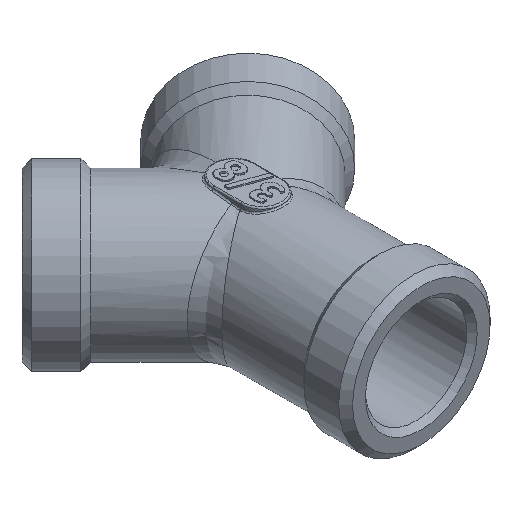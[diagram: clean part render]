
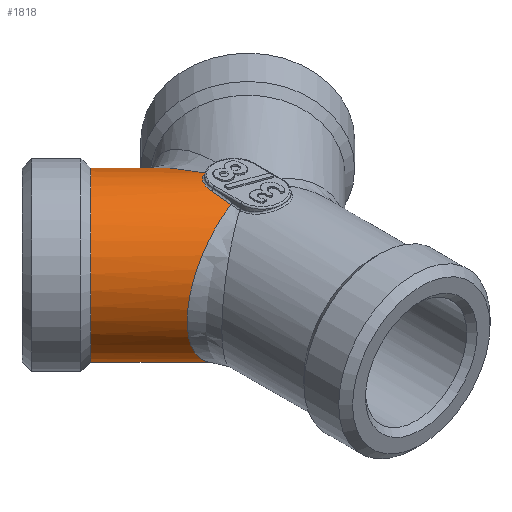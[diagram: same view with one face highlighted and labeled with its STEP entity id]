
A CAD part, isometric view. The second image highlights one B-rep face of the part: STEP entity #1818.
In plain terms, the highlighted cylindrical face has radius 9.9 mm (diameter 19.8 mm), a full revolution.
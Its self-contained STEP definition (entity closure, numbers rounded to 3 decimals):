
#55=CYLINDRICAL_SURFACE('',#1937,9.9);
#112=CIRCLE('',#1938,9.9);
#752=ORIENTED_EDGE('',*,*,#1062,.T.);
#753=ORIENTED_EDGE('',*,*,#1061,.T.);
#754=ORIENTED_EDGE('',*,*,#964,.T.);
#755=ORIENTED_EDGE('',*,*,#971,.T.);
#756=ORIENTED_EDGE('',*,*,#1066,.T.);
#757=ORIENTED_EDGE('',*,*,#1069,.T.);
#758=ORIENTED_EDGE('',*,*,#1025,.T.);
#759=ORIENTED_EDGE('',*,*,#1019,.T.);
#760=ORIENTED_EDGE('',*,*,#1070,.T.);
#964=EDGE_CURVE('',#1181,#1180,#1336,.T.);
#971=EDGE_CURVE('',#1180,#1186,#1339,.T.);
#1019=EDGE_CURVE('',#1211,#1214,#1354,.T.);
#1025=EDGE_CURVE('',#1218,#1211,#1359,.T.);
#1061=EDGE_CURVE('',#1238,#1181,#1373,.T.);
#1062=EDGE_CURVE('',#1214,#1238,#1374,.T.);
#1066=EDGE_CURVE('',#1186,#1240,#1378,.T.);
#1069=EDGE_CURVE('',#1240,#1218,#1381,.T.);
#1070=EDGE_CURVE('',#1242,#1242,#112,.T.);
#1180=VERTEX_POINT('',#4100);
#1181=VERTEX_POINT('',#4105);
#1186=VERTEX_POINT('',#4162);
#1211=VERTEX_POINT('',#4485);
#1214=VERTEX_POINT('',#4493);
#1218=VERTEX_POINT('',#4565);
#1238=VERTEX_POINT('',#4950);
#1240=VERTEX_POINT('',#5208);
#1242=VERTEX_POINT('',#5276);
#1336=B_SPLINE_CURVE_WITH_KNOTS('',3,(#4101,#4102,#4103,#4104),
 .UNSPECIFIED.,.F.,.F.,(4,4),(0.,1.),.UNSPECIFIED.);
#1339=B_SPLINE_CURVE_WITH_KNOTS('',3,(#4163,#4164,#4165,#4166,#4167),
 .UNSPECIFIED.,.F.,.F.,(4,1,4),(0.,0.5,1.),.UNSPECIFIED.);
#1354=B_SPLINE_CURVE_WITH_KNOTS('',3,(#4494,#4495,#4496,#4497),
 .UNSPECIFIED.,.F.,.F.,(4,4),(0.,1.),.UNSPECIFIED.);
#1359=B_SPLINE_CURVE_WITH_KNOTS('',3,(#4560,#4561,#4562,#4563,#4564),
 .UNSPECIFIED.,.F.,.F.,(4,1,4),(0.,0.5,1.),.UNSPECIFIED.);
#1373=B_SPLINE_CURVE_WITH_KNOTS('',3,(#4933,#4934,#4935,#4936,#4937,#4938,
#4939,#4940,#4941,#4942,#4943,#4944,#4945,#4946,#4947,#4948,#4949),
 .UNSPECIFIED.,.F.,.F.,(4,1,1,1,1,1,1,1,1,1,1,1,1,1,4),(0.,0.125,0.25,0.375,
0.438,0.5,0.563,0.625,0.688,0.719,0.75,0.781,0.813,0.875,1.),
 .UNSPECIFIED.);
#1374=B_SPLINE_CURVE_WITH_KNOTS('',3,(#4951,#4952,#4953,#4954,#4955,#4956,
#4957,#4958,#4959,#4960,#4961,#4962,#4963,#4964,#4965,#4966,#4967),
 .UNSPECIFIED.,.F.,.F.,(4,1,1,1,1,1,1,1,1,1,1,1,1,1,4),(0.,0.125,0.188,
0.219,0.25,0.281,0.313,0.375,0.438,0.5,0.563,0.625,0.75,0.875,1.),
 .UNSPECIFIED.);
#1378=B_SPLINE_CURVE_WITH_KNOTS('',3,(#5188,#5189,#5190,#5191,#5192,#5193,
#5194,#5195,#5196,#5197,#5198,#5199,#5200,#5201,#5202,#5203,#5204,#5205,
#5206,#5207),.UNSPECIFIED.,.F.,.F.,(4,1,1,1,1,1,1,1,1,1,1,1,1,1,1,1,1,4),
(0.,0.063,0.094,0.125,0.156,0.188,0.219,0.25,0.281,0.313,0.375,
0.438,0.5,0.563,0.625,0.75,0.875,1.),.UNSPECIFIED.);
#1381=B_SPLINE_CURVE_WITH_KNOTS('',3,(#5250,#5251,#5252,#5253,#5254,#5255,
#5256,#5257,#5258,#5259,#5260,#5261,#5262,#5263,#5264,#5265,#5266,#5267,
#5268,#5269),.UNSPECIFIED.,.F.,.F.,(4,1,1,1,1,1,1,1,1,1,1,1,1,1,1,1,1,4),
(0.,0.125,0.25,0.375,0.438,0.5,0.563,0.625,0.688,0.719,0.75,0.781,
0.813,0.844,0.875,0.906,0.938,1.),.UNSPECIFIED.);
#1488=EDGE_LOOP('',(#752,#753,#754,#755,#756,#757,#758,#759));
#1489=EDGE_LOOP('',(#760));
#1630=FACE_BOUND('',#1488,.T.);
#1631=FACE_BOUND('',#1489,.T.);
#1818=ADVANCED_FACE('',(#1630,#1631),#55,.T.);
#1937=AXIS2_PLACEMENT_3D('',#5274,#2217,#2218);
#1938=AXIS2_PLACEMENT_3D('',#5275,#2219,#2220);
#2217=DIRECTION('',(0.707,-0.707,0.));
#2218=DIRECTION('',(0.707,0.707,0.));
#2219=DIRECTION('',(0.707,-0.707,0.));
#2220=DIRECTION('',(0.707,0.707,0.));
#4100=CARTESIAN_POINT('',(-3.188,2.012,9.865));
#4101=CARTESIAN_POINT('',(-3.161,-0.733,9.509));
#4102=CARTESIAN_POINT('',(-3.168,0.003,9.659));
#4103=CARTESIAN_POINT('',(-3.177,0.918,9.8));
#4104=CARTESIAN_POINT('',(-3.188,2.012,9.865));
#4105=CARTESIAN_POINT('',(-3.161,-0.733,9.509));
#4162=CARTESIAN_POINT('',(-1.01,5.009,9.488));
#4163=CARTESIAN_POINT('',(-3.188,2.012,9.865));
#4164=CARTESIAN_POINT('',(-3.195,2.688,9.905));
#4165=CARTESIAN_POINT('',(-2.76,4.021,9.932));
#4166=CARTESIAN_POINT('',(-1.64,4.815,9.661));
#4167=CARTESIAN_POINT('',(-1.01,5.009,9.488));
#4485=CARTESIAN_POINT('',(-3.188,2.012,-9.865));
#4493=CARTESIAN_POINT('',(-3.161,-0.733,-9.509));
#4494=CARTESIAN_POINT('',(-3.188,2.012,-9.865));
#4495=CARTESIAN_POINT('',(-3.177,0.918,-9.8));
#4496=CARTESIAN_POINT('',(-3.168,0.003,-9.659));
#4497=CARTESIAN_POINT('',(-3.161,-0.733,-9.509));
#4560=CARTESIAN_POINT('',(-1.01,5.009,-9.488));
#4561=CARTESIAN_POINT('',(-1.638,4.815,-9.661));
#4562=CARTESIAN_POINT('',(-2.755,4.027,-9.931));
#4563=CARTESIAN_POINT('',(-3.195,2.691,-9.905));
#4564=CARTESIAN_POINT('',(-3.188,2.012,-9.865));
#4565=CARTESIAN_POINT('',(-1.01,5.009,-9.488));
#4933=CARTESIAN_POINT('',(-11.364,-2.636,0.));
#4934=CARTESIAN_POINT('',(-11.364,-2.636,0.513));
#4935=CARTESIAN_POINT('',(-11.271,-2.615,1.547));
#4936=CARTESIAN_POINT('',(-10.861,-2.519,3.055));
#4937=CARTESIAN_POINT('',(-10.264,-2.381,4.31));
#4938=CARTESIAN_POINT('',(-9.645,-2.237,5.259));
#4939=CARTESIAN_POINT('',(-9.083,-2.107,5.968));
#4940=CARTESIAN_POINT('',(-8.532,-1.979,6.554));
#4941=CARTESIAN_POINT('',(-7.888,-1.83,7.143));
#4942=CARTESIAN_POINT('',(-7.289,-1.691,7.604));
#4943=CARTESIAN_POINT('',(-6.786,-1.574,7.945));
#4944=CARTESIAN_POINT('',(-6.353,-1.474,8.212));
#4945=CARTESIAN_POINT('',(-6.047,-1.403,8.384));
#4946=CARTESIAN_POINT('',(-5.563,-1.291,8.639));
#4947=CARTESIAN_POINT('',(-4.676,-1.085,9.048));
#4948=CARTESIAN_POINT('',(-3.795,-0.88,9.349));
#4949=CARTESIAN_POINT('',(-3.161,-0.733,9.509));
#4950=CARTESIAN_POINT('',(-11.364,-2.636,0.));
#4951=CARTESIAN_POINT('',(-3.161,-0.733,-9.509));
#4952=CARTESIAN_POINT('',(-3.795,-0.88,-9.349));
#4953=CARTESIAN_POINT('',(-4.676,-1.085,-9.048));
#4954=CARTESIAN_POINT('',(-5.563,-1.291,-8.639));
#4955=CARTESIAN_POINT('',(-6.047,-1.403,-8.384));
#4956=CARTESIAN_POINT('',(-6.353,-1.474,-8.212));
#4957=CARTESIAN_POINT('',(-6.786,-1.574,-7.945));
#4958=CARTESIAN_POINT('',(-7.289,-1.691,-7.604));
#4959=CARTESIAN_POINT('',(-7.888,-1.83,-7.143));
#4960=CARTESIAN_POINT('',(-8.532,-1.979,-6.554));
#4961=CARTESIAN_POINT('',(-9.083,-2.107,-5.968));
#4962=CARTESIAN_POINT('',(-9.645,-2.237,-5.259));
#4963=CARTESIAN_POINT('',(-10.264,-2.381,-4.31));
#4964=CARTESIAN_POINT('',(-10.861,-2.519,-3.055));
#4965=CARTESIAN_POINT('',(-11.271,-2.615,-1.547));
#4966=CARTESIAN_POINT('',(-11.364,-2.636,-0.513));
#4967=CARTESIAN_POINT('',(-11.364,-2.636,0.));
#5188=CARTESIAN_POINT('',(-1.01,5.009,9.488));
#5189=CARTESIAN_POINT('',(-1.102,5.466,9.411));
#5190=CARTESIAN_POINT('',(-1.233,6.117,9.284));
#5191=CARTESIAN_POINT('',(-1.4,6.942,9.093));
#5192=CARTESIAN_POINT('',(-1.51,7.488,8.955));
#5193=CARTESIAN_POINT('',(-1.647,8.167,8.764));
#5194=CARTESIAN_POINT('',(-1.769,8.774,8.575));
#5195=CARTESIAN_POINT('',(-1.889,9.372,8.37));
#5196=CARTESIAN_POINT('',(-1.998,9.911,8.171));
#5197=CARTESIAN_POINT('',(-2.123,10.529,7.921));
#5198=CARTESIAN_POINT('',(-2.275,11.282,7.587));
#5199=CARTESIAN_POINT('',(-2.447,12.138,7.161));
#5200=CARTESIAN_POINT('',(-2.658,13.185,6.545));
#5201=CARTESIAN_POINT('',(-2.836,14.067,5.93));
#5202=CARTESIAN_POINT('',(-3.005,14.907,5.235));
#5203=CARTESIAN_POINT('',(-3.195,15.845,4.302));
#5204=CARTESIAN_POINT('',(-3.382,16.773,3.032));
#5205=CARTESIAN_POINT('',(-3.506,17.392,1.54));
#5206=CARTESIAN_POINT('',(-3.536,17.536,0.51));
#5207=CARTESIAN_POINT('',(-3.536,17.536,0.));
#5208=CARTESIAN_POINT('',(-3.536,17.536,0.));
#5250=CARTESIAN_POINT('',(-3.536,17.536,0.));
#5251=CARTESIAN_POINT('',(-3.536,17.536,-0.51));
#5252=CARTESIAN_POINT('',(-3.506,17.392,-1.54));
#5253=CARTESIAN_POINT('',(-3.382,16.773,-3.032));
#5254=CARTESIAN_POINT('',(-3.195,15.845,-4.302));
#5255=CARTESIAN_POINT('',(-3.006,14.907,-5.235));
#5256=CARTESIAN_POINT('',(-2.836,14.067,-5.93));
#5257=CARTESIAN_POINT('',(-2.658,13.185,-6.545));
#5258=CARTESIAN_POINT('',(-2.447,12.138,-7.161));
#5259=CARTESIAN_POINT('',(-2.275,11.282,-7.587));
#5260=CARTESIAN_POINT('',(-2.123,10.529,-7.921));
#5261=CARTESIAN_POINT('',(-1.998,9.911,-8.171));
#5262=CARTESIAN_POINT('',(-1.889,9.372,-8.37));
#5263=CARTESIAN_POINT('',(-1.769,8.774,-8.575));
#5264=CARTESIAN_POINT('',(-1.647,8.167,-8.764));
#5265=CARTESIAN_POINT('',(-1.51,7.488,-8.955));
#5266=CARTESIAN_POINT('',(-1.4,6.942,-9.093));
#5267=CARTESIAN_POINT('',(-1.233,6.117,-9.284));
#5268=CARTESIAN_POINT('',(-1.102,5.466,-9.411));
#5269=CARTESIAN_POINT('',(-1.01,5.009,-9.488));
#5274=CARTESIAN_POINT('',(0.,0.,0.));
#5275=CARTESIAN_POINT('',(-11.314,11.314,0.));
#5276=CARTESIAN_POINT('',(-4.313,18.314,0.));
